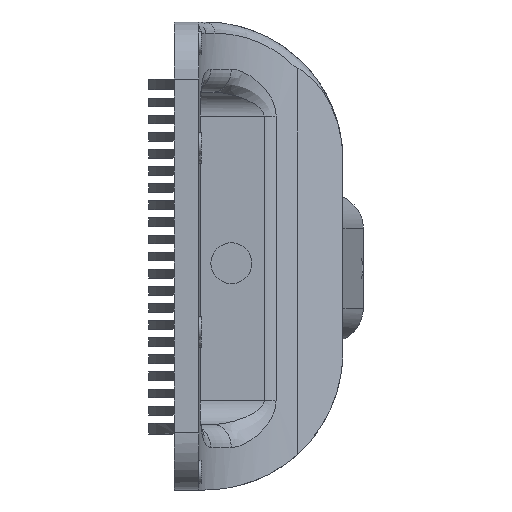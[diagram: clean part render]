
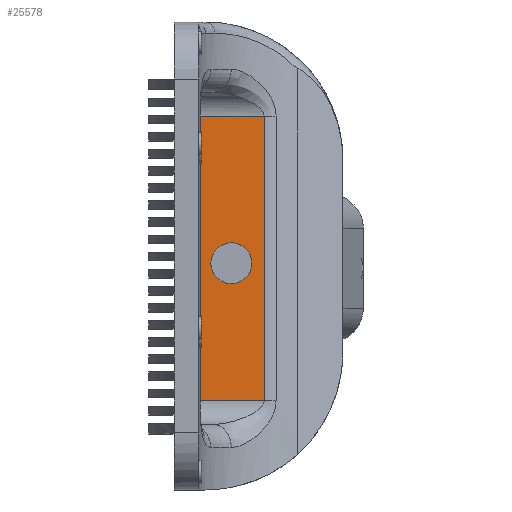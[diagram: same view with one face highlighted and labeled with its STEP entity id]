
A CAD part, left-side view. The second image highlights one B-rep face of the part: STEP entity #25578.
In plain terms, the highlighted planar face has unit normal (-1, 0, 0).
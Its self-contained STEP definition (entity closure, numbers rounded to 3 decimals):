
#584 = DIRECTION ( 'NONE',  ( 1., 0., 0. ) ) ;
#746 = ORIENTED_EDGE ( 'NONE', *, *, #7834, .T. ) ;
#2733 = ORIENTED_EDGE ( 'NONE', *, *, #7384, .T. ) ;
#2845 = CARTESIAN_POINT ( 'NONE',  ( 434.373, 188., -271.872 ) ) ;
#2941 = ORIENTED_EDGE ( 'NONE', *, *, #4903, .F. ) ;
#3115 = CARTESIAN_POINT ( 'NONE',  ( 434.373, 188., -22.628 ) ) ;
#4903 = EDGE_CURVE ( 'NONE', #24365, #16430, #19866, .T. ) ;
#6647 = VECTOR ( 'NONE', #28349, 1000. ) ;
#7384 = EDGE_CURVE ( 'NONE', #13410, #20973, #28169, .T. ) ;
#7795 = CARTESIAN_POINT ( 'NONE',  ( 434.373, 188., -292.872 ) ) ;
#7809 = VECTOR ( 'NONE', #10527, 1000. ) ;
#7834 = EDGE_CURVE ( 'NONE', #10881, #14627, #34475, .T. ) ;
#8215 = EDGE_LOOP ( 'NONE', ( #2941, #35056 ) ) ;
#8419 = ORIENTED_EDGE ( 'NONE', *, *, #24831, .T. ) ;
#8790 = DIRECTION ( 'NONE',  ( 0., 0., -1. ) ) ;
#9024 = DIRECTION ( 'NONE',  ( -1., 0., 0. ) ) ;
#9967 = CARTESIAN_POINT ( 'NONE',  ( 434.373, 109.112, -22.628 ) ) ;
#10527 = DIRECTION ( 'NONE',  ( 0., 0., -1. ) ) ;
#10612 = VECTOR ( 'NONE', #13842, 1000. ) ;
#10832 = CARTESIAN_POINT ( 'NONE',  ( 434.373, 137.758, -133.633 ) ) ;
#10881 = VERTEX_POINT ( 'NONE', #9967 ) ;
#11341 = DIRECTION ( 'NONE',  ( 0., 1., 0. ) ) ;
#13410 = VERTEX_POINT ( 'NONE', #2845 ) ;
#13842 = DIRECTION ( 'NONE',  ( 0., 0., 1. ) ) ;
#13890 = CARTESIAN_POINT ( 'NONE',  ( 434.373, 137.758, -151.572 ) ) ;
#14627 = VERTEX_POINT ( 'NONE', #3115 ) ;
#16430 = VERTEX_POINT ( 'NONE', #10832 ) ;
#16542 = CARTESIAN_POINT ( 'NONE',  ( 434.373, 137.758, -169.511 ) ) ;
#16596 = DIRECTION ( 'NONE',  ( 0., 0., -1. ) ) ;
#17738 = LINE ( 'NONE', #24603, #10612 ) ;
#19136 = FACE_OUTER_BOUND ( 'NONE', #25503, .T. ) ;
#19509 = PLANE ( 'NONE',  #31149 ) ;
#19866 = CIRCLE ( 'NONE', #30943, 17.939 ) ;
#20973 = VERTEX_POINT ( 'NONE', #22206 ) ;
#22145 = LINE ( 'NONE', #7795, #7809 ) ;
#22206 = CARTESIAN_POINT ( 'NONE',  ( 434.373, 109.112, -271.872 ) ) ;
#22213 = CARTESIAN_POINT ( 'NONE',  ( 434.373, -152., -292.872 ) ) ;
#24365 = VERTEX_POINT ( 'NONE', #16542 ) ;
#24603 = CARTESIAN_POINT ( 'NONE',  ( 434.373, 109.112, -22.628 ) ) ;
#24831 = EDGE_CURVE ( 'NONE', #14627, #13410, #22145, .T. ) ;
#25155 = CARTESIAN_POINT ( 'NONE',  ( 434.373, 137.758, -151.572 ) ) ;
#25196 = ORIENTED_EDGE ( 'NONE', *, *, #27119, .T. ) ;
#25503 = EDGE_LOOP ( 'NONE', ( #2733, #25196, #746, #8419 ) ) ;
#25578 = ADVANCED_FACE ( 'NONE', ( #19136, #32663 ), #19509, .F. ) ;
#25612 = EDGE_CURVE ( 'NONE', #16430, #24365, #30960, .T. ) ;
#25632 = CARTESIAN_POINT ( 'NONE',  ( 434.373, 103.228, -271.872 ) ) ;
#27119 = EDGE_CURVE ( 'NONE', #20973, #10881, #17738, .T. ) ;
#27306 = VECTOR ( 'NONE', #11341, 1000. ) ;
#27903 = DIRECTION ( 'NONE',  ( 0., 0., -1. ) ) ;
#28169 = LINE ( 'NONE', #25632, #6647 ) ;
#28349 = DIRECTION ( 'NONE',  ( 0., -1., 0. ) ) ;
#30943 = AXIS2_PLACEMENT_3D ( 'NONE', #13890, #32790, #16596 ) ;
#30960 = CIRCLE ( 'NONE', #32992, 17.939 ) ;
#31149 = AXIS2_PLACEMENT_3D ( 'NONE', #22213, #584, #8790 ) ;
#32663 = FACE_BOUND ( 'NONE', #8215, .T. ) ;
#32790 = DIRECTION ( 'NONE',  ( -1., 0., 0. ) ) ;
#32812 = CARTESIAN_POINT ( 'NONE',  ( 434.373, 188., -22.628 ) ) ;
#32992 = AXIS2_PLACEMENT_3D ( 'NONE', #25155, #9024, #27903 ) ;
#34475 = LINE ( 'NONE', #32812, #27306 ) ;
#35056 = ORIENTED_EDGE ( 'NONE', *, *, #25612, .F. ) ;
